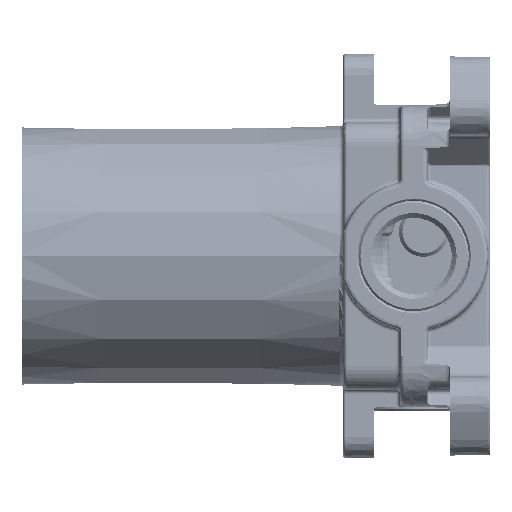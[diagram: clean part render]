
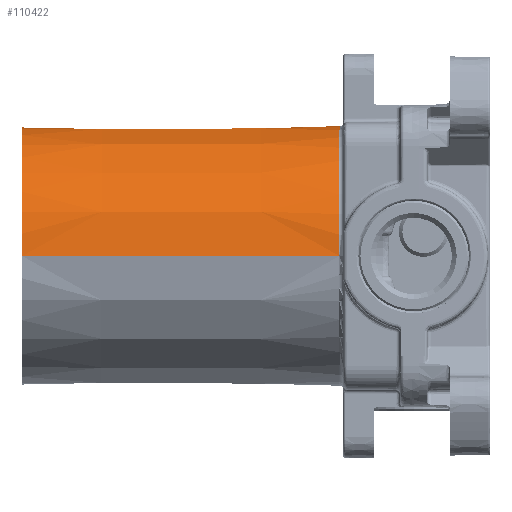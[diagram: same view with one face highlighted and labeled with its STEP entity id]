
A CAD part, left-side view. The second image highlights one B-rep face of the part: STEP entity #110422.
In plain terms, the highlighted conical face has half-angle 0.25 degrees and reference radius 32 mm.
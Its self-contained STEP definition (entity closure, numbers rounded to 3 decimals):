
#104706=CARTESIAN_POINT('Axis2P3D Location',(0.,110.,0.)) ;
#104715=CARTESIAN_POINT('Vertex',(32.345,30.996,0.)) ;
#104766=CARTESIAN_POINT('Vertex',(-32.345,30.996,0.)) ;
#104769=CARTESIAN_POINT('Line Origine',(-21832.546,-4996175.497,0.)) ;
#104773=CARTESIAN_POINT('Vertex',(-32.,110.,0.)) ;
#104780=CARTESIAN_POINT('Vertex',(32.,110.,0.)) ;
#104783=CARTESIAN_POINT('Line Origine',(21832.546,-4996175.497,0.)) ;
#105045=CARTESIAN_POINT('Axis2P3D Location',(0.,110.,0.)) ;
#105400=CARTESIAN_POINT('Vertex',(8.188,30.996,31.291)) ;
#105404=CARTESIAN_POINT('Control Point',(-8.188,30.996,31.291)) ;
#105405=CARTESIAN_POINT('Control Point',(-6.51,30.996,31.73)) ;
#105406=CARTESIAN_POINT('Control Point',(-4.813,30.871,32.054)) ;
#105407=CARTESIAN_POINT('Control Point',(-3.11,30.731,32.264)) ;
#105408=CARTESIAN_POINT('Control Point',(0.19,30.602,32.451)) ;
#105409=CARTESIAN_POINT('Control Point',(3.487,30.763,32.216)) ;
#105410=CARTESIAN_POINT('Control Point',(5.063,30.888,32.006)) ;
#105411=CARTESIAN_POINT('Control Point',(6.633,30.996,31.698)) ;
#105412=CARTESIAN_POINT('Control Point',(8.188,30.996,31.291)) ;
#105413=CARTESIAN_POINT('Vertex',(-8.188,30.996,31.291)) ;
#110401=CARTESIAN_POINT('Axis2P3D Location',(0.,30.996,0.)) ;
#110407=CARTESIAN_POINT('Control Point',(8.188,30.996,31.291)) ;
#110408=CARTESIAN_POINT('Control Point',(16.416,30.996,29.138)) ;
#110409=CARTESIAN_POINT('Control Point',(23.941,30.996,24.283)) ;
#110410=CARTESIAN_POINT('Control Point',(29.553,30.996,17.015)) ;
#110411=CARTESIAN_POINT('Control Point',(32.345,30.996,8.506)) ;
#110412=CARTESIAN_POINT('Control Point',(32.345,30.996,0.)) ;
#104771=VECTOR('Line Direction',#104770,1.) ;
#104785=VECTOR('Line Direction',#104784,1.) ;
#104707=DIRECTION('Axis2P3D Direction',(0.,-1.,0.)) ;
#104708=DIRECTION('Axis2P3D XDirection',(-1.,0.,0.)) ;
#104770=DIRECTION('Vector Direction',(-0.004,-1.,0.)) ;
#104784=DIRECTION('Vector Direction',(0.004,-1.,0.)) ;
#105046=DIRECTION('Axis2P3D Direction',(0.,1.,0.)) ;
#110402=DIRECTION('Axis2P3D Direction',(0.,-1.,0.)) ;
#104709=AXIS2_PLACEMENT_3D('Cone Axis2P3D',#104706,#104707,#104708) ;
#105047=AXIS2_PLACEMENT_3D('Circle Axis2P3D',#105045,#105046,$) ;
#110403=AXIS2_PLACEMENT_3D('Circle Axis2P3D',#110401,#110402,$) ;
#104772=LINE('Line',#104769,#104771) ;
#104786=LINE('Line',#104783,#104785) ;
#105048=CIRCLE('generated circle',#105047,32.) ;
#110404=CIRCLE('generated circle',#110403,32.345) ;
#104710=CONICAL_SURFACE('Cone',#104709,32.,0.004) ;
#104775=EDGE_CURVE('',#104767,#104774,#104772,.F.) ;
#104787=EDGE_CURVE('',#104716,#104781,#104786,.F.) ;
#105049=EDGE_CURVE('',#104774,#104781,#105048,.T.) ;
#105415=EDGE_CURVE('',#105414,#105401,#105403,.T.) ;
#110405=EDGE_CURVE('',#104767,#105414,#110404,.F.) ;
#110413=EDGE_CURVE('',#105401,#104716,#110406,.T.) ;
#110415=ORIENTED_EDGE('',*,*,#110405,.T.) ;
#110416=ORIENTED_EDGE('',*,*,#105415,.T.) ;
#110417=ORIENTED_EDGE('',*,*,#110413,.T.) ;
#110418=ORIENTED_EDGE('',*,*,#104787,.T.) ;
#110419=ORIENTED_EDGE('',*,*,#105049,.F.) ;
#110420=ORIENTED_EDGE('',*,*,#104775,.F.) ;
#110414=EDGE_LOOP('',(#110415,#110416,#110417,#110418,#110419,#110420)) ;
#104716=VERTEX_POINT('',#104715) ;
#104767=VERTEX_POINT('',#104766) ;
#104774=VERTEX_POINT('',#104773) ;
#104781=VERTEX_POINT('',#104780) ;
#105401=VERTEX_POINT('',#105400) ;
#105414=VERTEX_POINT('',#105413) ;
#110422=ADVANCED_FACE('PR.0518.41.1\\P52927.1\\PartBody',(#110421),#104710,.T.) ;
#105403=B_SPLINE_CURVE_WITH_KNOTS('',5,(#105404,#105405,#105406,#105407,#105408,#105409,#105410,#105411,#105412),.UNSPECIFIED.,.F.,.U.,(6,3,6),(11.488,20.163,28.199),.UNSPECIFIED.) ;
#110406=B_SPLINE_CURVE_WITH_KNOTS('',5,(#110407,#110408,#110409,#110410,#110411,#110412),.UNSPECIFIED.,.F.,.U.,(6,6),(-65.744,65.744),.UNSPECIFIED.) ;
#110421=FACE_OUTER_BOUND('',#110414,.T.) ;
